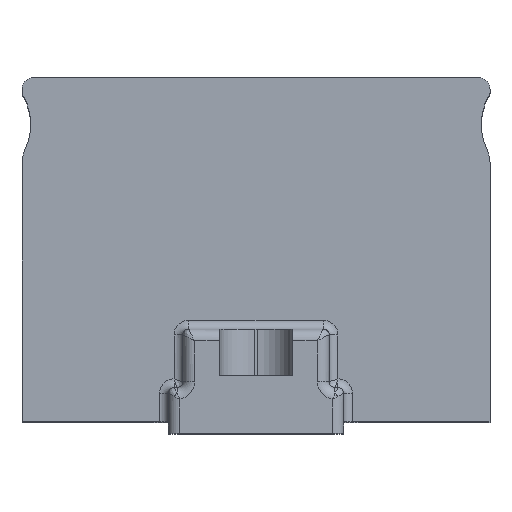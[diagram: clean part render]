
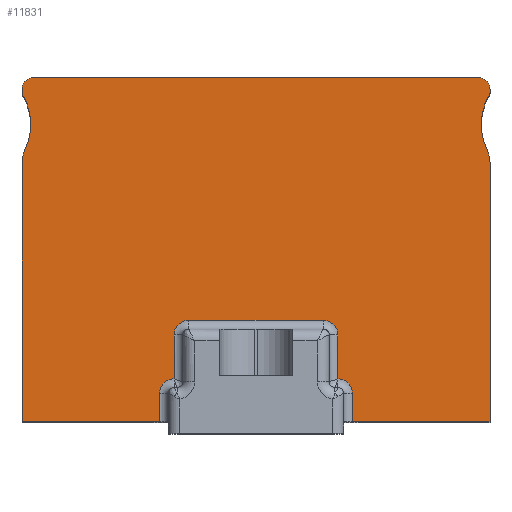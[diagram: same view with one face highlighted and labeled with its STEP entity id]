
A CAD part, top view. The second image highlights one B-rep face of the part: STEP entity #11831.
In plain terms, the highlighted planar face has unit normal (0, 0, 1).
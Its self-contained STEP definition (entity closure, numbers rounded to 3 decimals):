
#1832=CARTESIAN_POINT('',(-48.5,52.8,96.));
#1833=DIRECTION('',(0.,0.,-1.));
#1834=DIRECTION('',(0.857,0.515,0.));
#1835=AXIS2_PLACEMENT_3D('',#1832,#1833,#1834);
#1837=CARTESIAN_POINT('',(-39.5,58.208,96.));
#1838=DIRECTION('',(0.,0.,-1.));
#1839=DIRECTION('',(-0.857,-0.515,0.));
#1840=AXIS2_PLACEMENT_3D('',#1837,#1838,#1839);
#1842=DIRECTION('',(0.,1.,0.));
#1843=VECTOR('',#1842,0.592);
#1844=CARTESIAN_POINT('',(-40.,58.208,96.));
#1845=LINE('',#1844,#1843);
#1846=CARTESIAN_POINT('',(-38.,58.8,96.));
#1847=DIRECTION('',(0.,0.,-1.));
#1848=DIRECTION('',(-1.,0.,0.));
#1849=AXIS2_PLACEMENT_3D('',#1846,#1847,#1848);
#1851=DIRECTION('',(1.,0.,0.));
#1852=VECTOR('',#1851,76.);
#1853=CARTESIAN_POINT('',(-38.,60.8,96.));
#1854=LINE('',#1853,#1852);
#1855=CARTESIAN_POINT('',(38.,58.8,96.));
#1856=DIRECTION('',(0.,0.,-1.));
#1857=DIRECTION('',(0.,1.,0.));
#1858=AXIS2_PLACEMENT_3D('',#1855,#1856,#1857);
#1860=DIRECTION('',(0.,-1.,0.));
#1861=VECTOR('',#1860,0.592);
#1862=CARTESIAN_POINT('',(40.,58.8,96.));
#1863=LINE('',#1862,#1861);
#1864=CARTESIAN_POINT('',(39.5,58.208,96.));
#1865=DIRECTION('',(0.,0.,1.));
#1866=DIRECTION('',(0.857,-0.515,0.));
#1867=AXIS2_PLACEMENT_3D('',#1864,#1865,#1866);
#1869=CARTESIAN_POINT('',(48.5,52.8,96.));
#1870=DIRECTION('',(0.,0.,1.));
#1871=DIRECTION('',(-0.857,0.515,0.));
#1872=AXIS2_PLACEMENT_3D('',#1869,#1870,#1871);
#1874=CARTESIAN_POINT('',(35.,46.262,96.));
#1875=DIRECTION('',(0.,0.,1.));
#1876=DIRECTION('',(1.,0.,0.));
#1877=AXIS2_PLACEMENT_3D('',#1874,#1875,#1876);
#1879=DIRECTION('',(0.,-1.,0.));
#1880=VECTOR('',#1879,44.262);
#1881=CARTESIAN_POINT('',(40.,46.262,96.));
#1882=LINE('',#1881,#1880);
#1883=DIRECTION('',(-1.,0.,0.));
#1884=VECTOR('',#1883,23.5);
#1885=CARTESIAN_POINT('',(40.,2.,96.));
#1886=LINE('',#1885,#1884);
#1887=DIRECTION('',(0.,1.,0.));
#1888=VECTOR('',#1887,4.8);
#1889=CARTESIAN_POINT('',(16.5,2.,96.));
#1890=LINE('',#1889,#1888);
#1891=CARTESIAN_POINT('',(14.,6.8,96.));
#1892=DIRECTION('',(0.,0.,1.));
#1893=DIRECTION('',(1.,0.,0.));
#1894=AXIS2_PLACEMENT_3D('',#1891,#1892,#1893);
#1896=DIRECTION('',(0.,1.,0.));
#1897=VECTOR('',#1896,7.5);
#1898=CARTESIAN_POINT('',(14.,9.3,96.));
#1899=LINE('',#1898,#1897);
#1900=CARTESIAN_POINT('',(11.5,16.8,96.));
#1901=DIRECTION('',(0.,0.,1.));
#1902=DIRECTION('',(1.,0.,0.));
#1903=AXIS2_PLACEMENT_3D('',#1900,#1901,#1902);
#1905=DIRECTION('',(-1.,0.,0.));
#1906=VECTOR('',#1905,23.);
#1907=CARTESIAN_POINT('',(11.5,19.3,96.));
#1908=LINE('',#1907,#1906);
#1909=CARTESIAN_POINT('',(-11.5,16.8,96.));
#1910=DIRECTION('',(0.,0.,1.));
#1911=DIRECTION('',(0.,1.,0.));
#1912=AXIS2_PLACEMENT_3D('',#1909,#1910,#1911);
#1914=DIRECTION('',(0.,-1.,0.));
#1915=VECTOR('',#1914,7.5);
#1916=CARTESIAN_POINT('',(-14.,16.8,96.));
#1917=LINE('',#1916,#1915);
#1918=CARTESIAN_POINT('',(-14.,6.8,96.));
#1919=DIRECTION('',(0.,0.,1.));
#1920=DIRECTION('',(0.,1.,0.));
#1921=AXIS2_PLACEMENT_3D('',#1918,#1919,#1920);
#1923=DIRECTION('',(0.,-1.,0.));
#1924=VECTOR('',#1923,4.8);
#1925=CARTESIAN_POINT('',(-16.5,6.8,96.));
#1926=LINE('',#1925,#1924);
#1927=DIRECTION('',(-1.,0.,0.));
#1928=VECTOR('',#1927,23.5);
#1929=CARTESIAN_POINT('',(-16.5,2.,96.));
#1930=LINE('',#1929,#1928);
#1931=DIRECTION('',(0.,1.,0.));
#1932=VECTOR('',#1931,44.262);
#1933=CARTESIAN_POINT('',(-40.,2.,96.));
#1934=LINE('',#1933,#1932);
#1935=CARTESIAN_POINT('',(-35.,46.262,96.));
#1936=DIRECTION('',(0.,0.,-1.));
#1937=DIRECTION('',(-1.,0.,0.));
#1938=AXIS2_PLACEMENT_3D('',#1935,#1936,#1937);
#8248=CARTESIAN_POINT('',(-38.,60.8,96.));
#8249=CARTESIAN_POINT('',(38.,60.8,96.));
#8250=VERTEX_POINT('',#8248);
#8251=VERTEX_POINT('',#8249);
#8256=CARTESIAN_POINT('',(40.,2.,96.));
#8258=VERTEX_POINT('',#8256);
#8260=CARTESIAN_POINT('',(-40.,2.,96.));
#8262=VERTEX_POINT('',#8260);
#8328=CARTESIAN_POINT('',(-40.,58.8,96.));
#8329=VERTEX_POINT('',#8328);
#8330=CARTESIAN_POINT('',(40.,58.8,96.));
#8331=VERTEX_POINT('',#8330);
#8684=CARTESIAN_POINT('',(16.5,2.,96.));
#8685=CARTESIAN_POINT('',(16.5,6.8,96.));
#8686=VERTEX_POINT('',#8684);
#8687=VERTEX_POINT('',#8685);
#8688=CARTESIAN_POINT('',(14.,9.3,96.));
#8689=VERTEX_POINT('',#8688);
#8693=CARTESIAN_POINT('',(-14.,16.8,96.));
#8694=CARTESIAN_POINT('',(-14.,9.3,96.));
#8695=VERTEX_POINT('',#8693);
#8696=VERTEX_POINT('',#8694);
#8699=CARTESIAN_POINT('',(-11.5,19.3,96.));
#8700=VERTEX_POINT('',#8699);
#8703=CARTESIAN_POINT('',(11.5,19.3,96.));
#8704=VERTEX_POINT('',#8703);
#8707=CARTESIAN_POINT('',(14.,16.8,96.));
#8708=VERTEX_POINT('',#8707);
#8712=CARTESIAN_POINT('',(-16.5,6.8,96.));
#8713=CARTESIAN_POINT('',(-16.5,2.,96.));
#8714=VERTEX_POINT('',#8712);
#8715=VERTEX_POINT('',#8713);
#8723=CARTESIAN_POINT('',(39.929,57.951,96.));
#8724=CARTESIAN_POINT('',(39.5,48.441,96.));
#8725=VERTEX_POINT('',#8723);
#8726=VERTEX_POINT('',#8724);
#8759=CARTESIAN_POINT('',(40.,58.208,96.));
#8760=VERTEX_POINT('',#8759);
#8761=CARTESIAN_POINT('',(40.,46.262,96.));
#8762=VERTEX_POINT('',#8761);
#8807=CARTESIAN_POINT('',(-39.929,57.951,96.));
#8808=CARTESIAN_POINT('',(-39.5,48.441,96.));
#8809=VERTEX_POINT('',#8807);
#8810=VERTEX_POINT('',#8808);
#8843=CARTESIAN_POINT('',(-40.,46.262,96.));
#8844=VERTEX_POINT('',#8843);
#8845=CARTESIAN_POINT('',(-40.,58.208,96.));
#8846=VERTEX_POINT('',#8845);
#11777=CARTESIAN_POINT('',(0.,0.,96.));
#11778=DIRECTION('',(0.,0.,1.));
#11779=DIRECTION('',(1.,0.,0.));
#11780=AXIS2_PLACEMENT_3D('',#11777,#11778,#11779);
#11781=PLANE('',#11780);
#11783=ORIENTED_EDGE('',*,*,#11782,.F.);
#11785=ORIENTED_EDGE('',*,*,#11784,.T.);
#11787=ORIENTED_EDGE('',*,*,#11786,.T.);
#11789=ORIENTED_EDGE('',*,*,#11788,.T.);
#11791=ORIENTED_EDGE('',*,*,#11790,.T.);
#11793=ORIENTED_EDGE('',*,*,#11792,.T.);
#11795=ORIENTED_EDGE('',*,*,#11794,.T.);
#11797=ORIENTED_EDGE('',*,*,#11796,.F.);
#11799=ORIENTED_EDGE('',*,*,#11798,.T.);
#11801=ORIENTED_EDGE('',*,*,#11800,.F.);
#11803=ORIENTED_EDGE('',*,*,#11802,.T.);
#11805=ORIENTED_EDGE('',*,*,#11804,.T.);
#11807=ORIENTED_EDGE('',*,*,#11806,.T.);
#11809=ORIENTED_EDGE('',*,*,#11808,.T.);
#11811=ORIENTED_EDGE('',*,*,#11810,.T.);
#11813=ORIENTED_EDGE('',*,*,#11812,.T.);
#11815=ORIENTED_EDGE('',*,*,#11814,.T.);
#11817=ORIENTED_EDGE('',*,*,#11816,.T.);
#11819=ORIENTED_EDGE('',*,*,#11818,.T.);
#11820=ORIENTED_EDGE('',*,*,#11767,.T.);
#11822=ORIENTED_EDGE('',*,*,#11821,.T.);
#11824=ORIENTED_EDGE('',*,*,#11823,.T.);
#11826=ORIENTED_EDGE('',*,*,#11825,.T.);
#11828=ORIENTED_EDGE('',*,*,#11827,.T.);
#11829=EDGE_LOOP('',(#11783,#11785,#11787,#11789,#11791,#11793,#11795,#11797,
#11799,#11801,#11803,#11805,#11807,#11809,#11811,#11813,#11815,#11817,#11819,
#11820,#11822,#11824,#11826,#11828));
#11830=FACE_OUTER_BOUND('',#11829,.F.);
#11831=ADVANCED_FACE('',(#11830),#11781,.T.);
#1836=CIRCLE('',#1835,10.);
#1841=CIRCLE('',#1840,0.5);
#1850=CIRCLE('',#1849,2.);
#1859=CIRCLE('',#1858,2.);
#1868=CIRCLE('',#1867,0.5);
#1873=CIRCLE('',#1872,10.);
#1878=CIRCLE('',#1877,5.);
#1895=CIRCLE('',#1894,2.5);
#1904=CIRCLE('',#1903,2.5);
#1913=CIRCLE('',#1912,2.5);
#1922=CIRCLE('',#1921,2.5);
#1939=CIRCLE('',#1938,5.);
#11767=EDGE_CURVE('',#8696,#8714,#1922,.T.);
#11782=EDGE_CURVE('',#8809,#8810,#1836,.T.);
#11784=EDGE_CURVE('',#8809,#8846,#1841,.T.);
#11786=EDGE_CURVE('',#8846,#8329,#1845,.T.);
#11788=EDGE_CURVE('',#8329,#8250,#1850,.T.);
#11790=EDGE_CURVE('',#8250,#8251,#1854,.T.);
#11792=EDGE_CURVE('',#8251,#8331,#1859,.T.);
#11794=EDGE_CURVE('',#8331,#8760,#1863,.T.);
#11796=EDGE_CURVE('',#8725,#8760,#1868,.T.);
#11798=EDGE_CURVE('',#8725,#8726,#1873,.T.);
#11800=EDGE_CURVE('',#8762,#8726,#1878,.T.);
#11802=EDGE_CURVE('',#8762,#8258,#1882,.T.);
#11804=EDGE_CURVE('',#8258,#8686,#1886,.T.);
#11806=EDGE_CURVE('',#8686,#8687,#1890,.T.);
#11808=EDGE_CURVE('',#8687,#8689,#1895,.T.);
#11810=EDGE_CURVE('',#8689,#8708,#1899,.T.);
#11812=EDGE_CURVE('',#8708,#8704,#1904,.T.);
#11814=EDGE_CURVE('',#8704,#8700,#1908,.T.);
#11816=EDGE_CURVE('',#8700,#8695,#1913,.T.);
#11818=EDGE_CURVE('',#8695,#8696,#1917,.T.);
#11821=EDGE_CURVE('',#8714,#8715,#1926,.T.);
#11823=EDGE_CURVE('',#8715,#8262,#1930,.T.);
#11825=EDGE_CURVE('',#8262,#8844,#1934,.T.);
#11827=EDGE_CURVE('',#8844,#8810,#1939,.T.);
